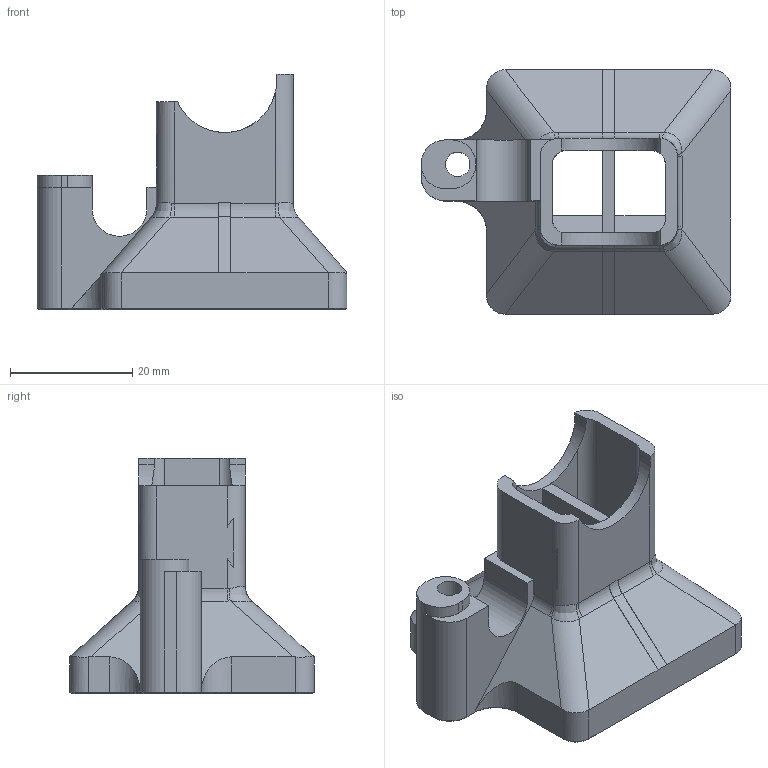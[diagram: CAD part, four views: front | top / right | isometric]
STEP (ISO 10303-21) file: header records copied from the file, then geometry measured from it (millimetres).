
FILE_DESCRIPTION(('FreeCAD Model'),'2;1');
FILE_NAME('heatsink-fan-duct_black_v0.6.step', '2016-11-15T15:19:07',('Author'),(''), 'Open CASCADE STEP processor 6.8','FreeCAD','Unknown');
FILE_SCHEMA(('AUTOMOTIVE_DESIGN_CC2 { 1 2 10303 214 -1 1 5 4 }'));
Length unit declared in the file: millimetre
Products named in the file (2): ASSEMBLY; Chamfer004
Assembly tree (1 placements, depth 2):
  ASSEMBLY
    Chamfer004
Bounding box: 50.75 x 40 x 38.5 mm (x, y, z)
Volume: 11805.7 mm3; surface area: 10735.2 mm2
Topology: 1 solids, 1 shells, 176 faces, 490 edges, 310 vertices
Faces by surface type: plane 82, cylinder 56, bspline 23, cone 15
Full cylindrical faces by diameter (mm): 4 x1, 5.5 x4
Entity records: 16289 total; most frequent: CARTESIAN_POINT 7384, DIRECTION 1441, ORIENTED_EDGE 980, PCURVE 980, DEFINITIONAL_REPRESENTATION 980, LINE 808, VECTOR 808, EDGE_CURVE 490
